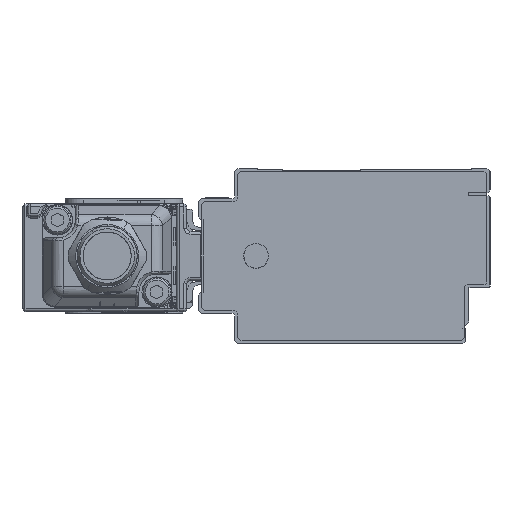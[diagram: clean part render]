
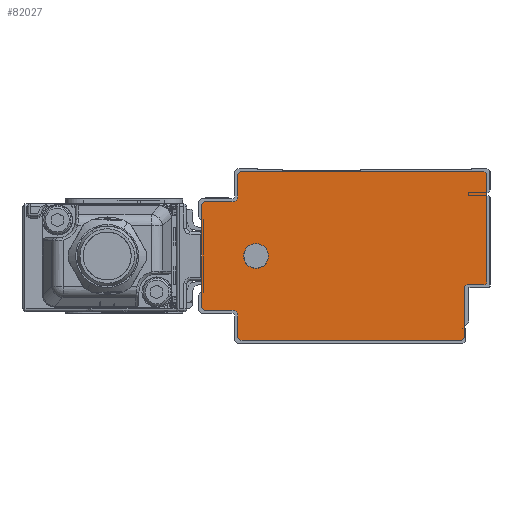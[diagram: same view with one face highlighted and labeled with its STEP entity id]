
A CAD part, left-side view. The second image highlights one B-rep face of the part: STEP entity #82027.
In plain terms, the highlighted planar face has unit normal (-1, 0, 0).
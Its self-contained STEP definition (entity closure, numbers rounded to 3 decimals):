
#80259=AXIS2_PLACEMENT_3D('Circle Axis2P3D',#80257,#80258,$) ;
#80297=AXIS2_PLACEMENT_3D('Circle Axis2P3D',#80295,#80296,$) ;
#80335=AXIS2_PLACEMENT_3D('Circle Axis2P3D',#80333,#80334,$) ;
#80373=AXIS2_PLACEMENT_3D('Circle Axis2P3D',#80371,#80372,$) ;
#81910=AXIS2_PLACEMENT_3D('Plane Axis2P3D',#81907,#81908,#81909) ;
#81914=AXIS2_PLACEMENT_3D('Circle Axis2P3D',#81912,#81913,$) ;
#81928=AXIS2_PLACEMENT_3D('Circle Axis2P3D',#81926,#81927,$) ;
#81942=AXIS2_PLACEMENT_3D('Circle Axis2P3D',#81940,#81941,$) ;
#81956=AXIS2_PLACEMENT_3D('Circle Axis2P3D',#81954,#81955,$) ;
#81970=AXIS2_PLACEMENT_3D('Circle Axis2P3D',#81968,#81969,$) ;
#81984=AXIS2_PLACEMENT_3D('Circle Axis2P3D',#81982,#81983,$) ;
#82011=AXIS2_PLACEMENT_3D('Circle Axis2P3D',#82009,#82010,$) ;
#82020=AXIS2_PLACEMENT_3D('Circle Axis2P3D',#82018,#82019,$) ;
#80215=CARTESIAN_POINT('Line Origine',(-1175.5,44.,14.5)) ;
#80219=CARTESIAN_POINT('Vertex',(-1175.5,44.,6.)) ;
#80221=CARTESIAN_POINT('Vertex',(-1175.5,44.,23.)) ;
#80257=CARTESIAN_POINT('Axis2P3D Location',(-1175.5,43.5,23.)) ;
#80261=CARTESIAN_POINT('Vertex',(-1175.5,43.5,23.5)) ;
#80276=CARTESIAN_POINT('Line Origine',(-1175.5,41.25,23.5)) ;
#80280=CARTESIAN_POINT('Vertex',(-1175.5,39.,23.5)) ;
#80295=CARTESIAN_POINT('Axis2P3D Location',(-1175.5,39.,24.5)) ;
#80299=CARTESIAN_POINT('Vertex',(-1175.5,38.,24.5)) ;
#80314=CARTESIAN_POINT('Line Origine',(-1175.5,38.,26.25)) ;
#80318=CARTESIAN_POINT('Vertex',(-1175.5,38.,28.)) ;
#80333=CARTESIAN_POINT('Axis2P3D Location',(-1175.5,37.5,28.)) ;
#80337=CARTESIAN_POINT('Vertex',(-1175.5,37.5,28.5)) ;
#80352=CARTESIAN_POINT('Line Origine',(-1175.5,17.25,28.5)) ;
#80356=CARTESIAN_POINT('Vertex',(-1175.5,-3.,28.5)) ;
#80371=CARTESIAN_POINT('Axis2P3D Location',(-1175.5,-3.,28.)) ;
#80375=CARTESIAN_POINT('Vertex',(-1175.5,-3.5,28.)) ;
#80390=CARTESIAN_POINT('Line Origine',(-1175.5,-3.5,19.1)) ;
#80394=CARTESIAN_POINT('Vertex',(-1175.5,-3.5,10.2)) ;
#81907=CARTESIAN_POINT('Axis2P3D Location',(-1175.5,0.,0.)) ;
#81912=CARTESIAN_POINT('Axis2P3D Location',(-1175.5,43.5,6.)) ;
#81916=CARTESIAN_POINT('Vertex',(-1175.5,43.5,5.5)) ;
#81919=CARTESIAN_POINT('Line Origine',(-1175.5,41.25,5.5)) ;
#81923=CARTESIAN_POINT('Vertex',(-1175.5,39.,5.5)) ;
#81926=CARTESIAN_POINT('Axis2P3D Location',(-1175.5,39.,4.5)) ;
#81930=CARTESIAN_POINT('Vertex',(-1175.5,38.,4.5)) ;
#81933=CARTESIAN_POINT('Line Origine',(-1175.5,38.,2.75)) ;
#81937=CARTESIAN_POINT('Vertex',(-1175.5,38.,1.)) ;
#81940=CARTESIAN_POINT('Axis2P3D Location',(-1175.5,37.5,1.)) ;
#81944=CARTESIAN_POINT('Vertex',(-1175.5,37.5,0.5)) ;
#81947=CARTESIAN_POINT('Line Origine',(-1175.5,19.15,0.5)) ;
#81951=CARTESIAN_POINT('Vertex',(-1175.5,0.8,0.5)) ;
#81954=CARTESIAN_POINT('Axis2P3D Location',(-1175.5,0.8,1.)) ;
#81958=CARTESIAN_POINT('Vertex',(-1175.5,0.3,1.)) ;
#81961=CARTESIAN_POINT('Line Origine',(-1175.5,0.3,5.1)) ;
#81965=CARTESIAN_POINT('Vertex',(-1175.5,0.3,9.2)) ;
#81968=CARTESIAN_POINT('Axis2P3D Location',(-1175.5,-0.2,9.2)) ;
#81972=CARTESIAN_POINT('Vertex',(-1175.5,-0.2,9.7)) ;
#81975=CARTESIAN_POINT('Line Origine',(-1175.5,-1.6,9.7)) ;
#81979=CARTESIAN_POINT('Vertex',(-1175.5,-3.,9.7)) ;
#81982=CARTESIAN_POINT('Axis2P3D Location',(-1175.5,-3.,10.2)) ;
#82009=CARTESIAN_POINT('Axis2P3D Location',(-1175.5,35.,14.5)) ;
#82013=CARTESIAN_POINT('Vertex',(-1175.5,33.186,13.509)) ;
#82015=CARTESIAN_POINT('Vertex',(-1175.5,36.814,15.491)) ;
#82018=CARTESIAN_POINT('Axis2P3D Location',(-1175.5,35.,14.5)) ;
#80216=DIRECTION('Vector Direction',(0.,0.,1.)) ;
#80258=DIRECTION('Axis2P3D Direction',(1.,0.,0.)) ;
#80277=DIRECTION('Vector Direction',(0.,1.,0.)) ;
#80296=DIRECTION('Axis2P3D Direction',(1.,0.,0.)) ;
#80315=DIRECTION('Vector Direction',(0.,0.,1.)) ;
#80334=DIRECTION('Axis2P3D Direction',(1.,0.,0.)) ;
#80353=DIRECTION('Vector Direction',(0.,1.,0.)) ;
#80372=DIRECTION('Axis2P3D Direction',(1.,0.,-0.)) ;
#80391=DIRECTION('Vector Direction',(0.,0.,-1.)) ;
#81908=DIRECTION('Axis2P3D Direction',(1.,0.,0.)) ;
#81909=DIRECTION('Axis2P3D XDirection',(0.,1.,0.)) ;
#81913=DIRECTION('Axis2P3D Direction',(1.,0.,0.)) ;
#81920=DIRECTION('Vector Direction',(0.,-1.,0.)) ;
#81927=DIRECTION('Axis2P3D Direction',(1.,0.,0.)) ;
#81934=DIRECTION('Vector Direction',(0.,0.,1.)) ;
#81941=DIRECTION('Axis2P3D Direction',(1.,0.,0.)) ;
#81948=DIRECTION('Vector Direction',(0.,-1.,0.)) ;
#81955=DIRECTION('Axis2P3D Direction',(1.,0.,0.)) ;
#81962=DIRECTION('Vector Direction',(0.,0.,-1.)) ;
#81969=DIRECTION('Axis2P3D Direction',(1.,0.,0.)) ;
#81976=DIRECTION('Vector Direction',(0.,1.,0.)) ;
#81983=DIRECTION('Axis2P3D Direction',(1.,0.,0.)) ;
#82010=DIRECTION('Axis2P3D Direction',(1.,0.,0.)) ;
#82019=DIRECTION('Axis2P3D Direction',(1.,0.,0.)) ;
#80217=VECTOR('Line Direction',#80216,1.) ;
#80278=VECTOR('Line Direction',#80277,1.) ;
#80316=VECTOR('Line Direction',#80315,1.) ;
#80354=VECTOR('Line Direction',#80353,1.) ;
#80392=VECTOR('Line Direction',#80391,1.) ;
#81921=VECTOR('Line Direction',#81920,1.) ;
#81935=VECTOR('Line Direction',#81934,1.) ;
#81949=VECTOR('Line Direction',#81948,1.) ;
#81963=VECTOR('Line Direction',#81962,1.) ;
#81977=VECTOR('Line Direction',#81976,1.) ;
#81988=ORIENTED_EDGE('',*,*,#80358,.F.) ;
#81989=ORIENTED_EDGE('',*,*,#80339,.F.) ;
#81990=ORIENTED_EDGE('',*,*,#80320,.F.) ;
#81991=ORIENTED_EDGE('',*,*,#80301,.F.) ;
#81992=ORIENTED_EDGE('',*,*,#80282,.F.) ;
#81993=ORIENTED_EDGE('',*,*,#80263,.F.) ;
#81994=ORIENTED_EDGE('',*,*,#80223,.F.) ;
#81995=ORIENTED_EDGE('',*,*,#81918,.F.) ;
#81996=ORIENTED_EDGE('',*,*,#81925,.F.) ;
#81997=ORIENTED_EDGE('',*,*,#81932,.F.) ;
#81998=ORIENTED_EDGE('',*,*,#81939,.F.) ;
#81999=ORIENTED_EDGE('',*,*,#81946,.F.) ;
#82000=ORIENTED_EDGE('',*,*,#81953,.F.) ;
#82001=ORIENTED_EDGE('',*,*,#81960,.F.) ;
#82002=ORIENTED_EDGE('',*,*,#81967,.F.) ;
#82003=ORIENTED_EDGE('',*,*,#81974,.F.) ;
#82004=ORIENTED_EDGE('',*,*,#81981,.F.) ;
#82005=ORIENTED_EDGE('',*,*,#81986,.F.) ;
#82006=ORIENTED_EDGE('',*,*,#80396,.F.) ;
#82007=ORIENTED_EDGE('',*,*,#80377,.F.) ;
#82024=ORIENTED_EDGE('',*,*,#82017,.T.) ;
#82025=ORIENTED_EDGE('',*,*,#82022,.T.) ;
#82026=FACE_BOUND('',#82023,.T.) ;
#82027=ADVANCED_FACE('\X2\FF8EFF9EFF83FF9EFF68FF70\X0\.2',(#82008,#82026),#81911,.F.) ;
#80260=CIRCLE('generated circle',#80259,0.5) ;
#80298=CIRCLE('generated circle',#80297,1.) ;
#80336=CIRCLE('generated circle',#80335,0.5) ;
#80374=CIRCLE('generated circle',#80373,0.5) ;
#81915=CIRCLE('generated circle',#81914,0.5) ;
#81929=CIRCLE('generated circle',#81928,1.) ;
#81943=CIRCLE('generated circle',#81942,0.5) ;
#81957=CIRCLE('generated circle',#81956,0.5) ;
#81971=CIRCLE('generated circle',#81970,0.5) ;
#81985=CIRCLE('generated circle',#81984,0.5) ;
#82012=CIRCLE('generated circle',#82011,2.067) ;
#82021=CIRCLE('generated circle',#82020,2.067) ;
#80223=EDGE_CURVE('',#80220,#80222,#80218,.T.) ;
#80263=EDGE_CURVE('',#80222,#80262,#80260,.T.) ;
#80282=EDGE_CURVE('',#80262,#80281,#80279,.F.) ;
#80301=EDGE_CURVE('',#80281,#80300,#80298,.F.) ;
#80320=EDGE_CURVE('',#80300,#80319,#80317,.T.) ;
#80339=EDGE_CURVE('',#80319,#80338,#80336,.T.) ;
#80358=EDGE_CURVE('',#80338,#80357,#80355,.F.) ;
#80377=EDGE_CURVE('',#80357,#80376,#80374,.T.) ;
#80396=EDGE_CURVE('',#80376,#80395,#80393,.T.) ;
#81918=EDGE_CURVE('',#81917,#80220,#81915,.T.) ;
#81925=EDGE_CURVE('',#81924,#81917,#81922,.F.) ;
#81932=EDGE_CURVE('',#81931,#81924,#81929,.F.) ;
#81939=EDGE_CURVE('',#81938,#81931,#81936,.T.) ;
#81946=EDGE_CURVE('',#81945,#81938,#81943,.T.) ;
#81953=EDGE_CURVE('',#81952,#81945,#81950,.F.) ;
#81960=EDGE_CURVE('',#81959,#81952,#81957,.T.) ;
#81967=EDGE_CURVE('',#81966,#81959,#81964,.T.) ;
#81974=EDGE_CURVE('',#81973,#81966,#81971,.F.) ;
#81981=EDGE_CURVE('',#81980,#81973,#81978,.T.) ;
#81986=EDGE_CURVE('',#80395,#81980,#81985,.T.) ;
#82017=EDGE_CURVE('',#82014,#82016,#82012,.T.) ;
#82022=EDGE_CURVE('',#82016,#82014,#82021,.T.) ;
#81987=EDGE_LOOP('',(#81988,#81989,#81990,#81991,#81992,#81993,#81994,#81995,#81996,#81997,#81998,#81999,#82000,#82001,#82002,#82003,#82004,#82005,#82006,#82007)) ;
#82023=EDGE_LOOP('',(#82024,#82025)) ;
#82008=FACE_OUTER_BOUND('',#81987,.T.) ;
#80218=LINE('Line',#80215,#80217) ;
#80279=LINE('Line',#80276,#80278) ;
#80317=LINE('Line',#80314,#80316) ;
#80355=LINE('Line',#80352,#80354) ;
#80393=LINE('Line',#80390,#80392) ;
#81922=LINE('Line',#81919,#81921) ;
#81936=LINE('Line',#81933,#81935) ;
#81950=LINE('Line',#81947,#81949) ;
#81964=LINE('Line',#81961,#81963) ;
#81978=LINE('Line',#81975,#81977) ;
#81911=PLANE('Plane',#81910) ;
#80220=VERTEX_POINT('',#80219) ;
#80222=VERTEX_POINT('',#80221) ;
#80262=VERTEX_POINT('',#80261) ;
#80281=VERTEX_POINT('',#80280) ;
#80300=VERTEX_POINT('',#80299) ;
#80319=VERTEX_POINT('',#80318) ;
#80338=VERTEX_POINT('',#80337) ;
#80357=VERTEX_POINT('',#80356) ;
#80376=VERTEX_POINT('',#80375) ;
#80395=VERTEX_POINT('',#80394) ;
#81917=VERTEX_POINT('',#81916) ;
#81924=VERTEX_POINT('',#81923) ;
#81931=VERTEX_POINT('',#81930) ;
#81938=VERTEX_POINT('',#81937) ;
#81945=VERTEX_POINT('',#81944) ;
#81952=VERTEX_POINT('',#81951) ;
#81959=VERTEX_POINT('',#81958) ;
#81966=VERTEX_POINT('',#81965) ;
#81973=VERTEX_POINT('',#81972) ;
#81980=VERTEX_POINT('',#81979) ;
#82014=VERTEX_POINT('',#82013) ;
#82016=VERTEX_POINT('',#82015) ;
